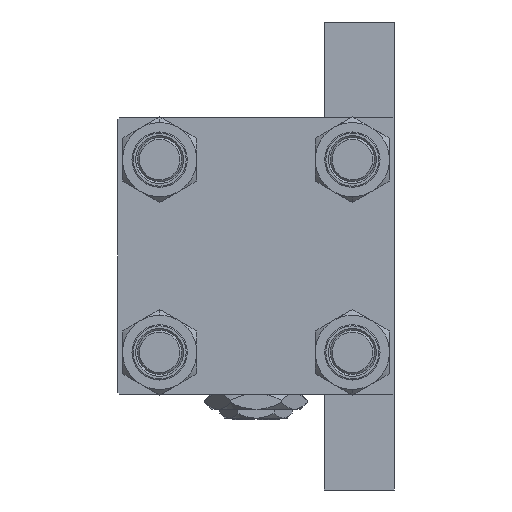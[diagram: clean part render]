
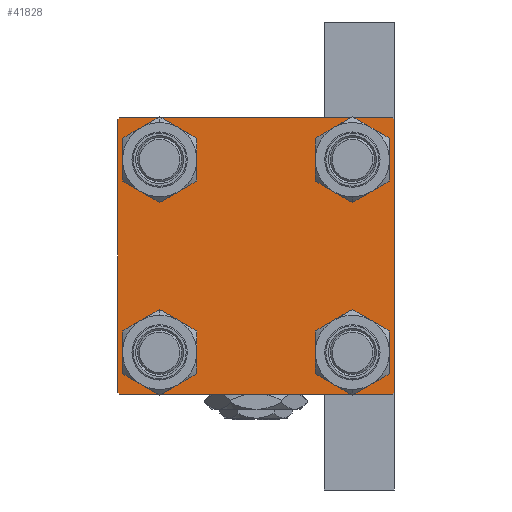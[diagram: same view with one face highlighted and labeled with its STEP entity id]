
A CAD part, left-side view. The second image highlights one B-rep face of the part: STEP entity #41828.
In plain terms, the highlighted planar face has unit normal (-1, 0, 0).
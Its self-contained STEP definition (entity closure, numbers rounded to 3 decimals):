
#205 = VECTOR ( 'NONE', #6262, 1000. ) ;
#419 = CIRCLE ( 'NONE', #1257, 6.5 ) ;
#666 = ORIENTED_EDGE ( 'NONE', *, *, #678, .T. ) ;
#678 = EDGE_CURVE ( 'NONE', #31792, #19196, #39526, .T. ) ;
#783 = ORIENTED_EDGE ( 'NONE', *, *, #35759, .T. ) ;
#903 = EDGE_CURVE ( 'NONE', #19196, #31202, #6520, .T. ) ;
#1121 = DIRECTION ( 'NONE',  ( 1., 0., 0. ) ) ;
#1166 = CARTESIAN_POINT ( 'NONE',  ( 0., -37.5, -37. ) ) ;
#1257 = AXIS2_PLACEMENT_3D ( 'NONE', #5114, #5612, #35558 ) ;
#2258 = AXIS2_PLACEMENT_3D ( 'NONE', #48448, #21519, #49201 ) ;
#4151 = EDGE_LOOP ( 'NONE', ( #44847, #15241 ) ) ;
#4352 = CARTESIAN_POINT ( 'NONE',  ( 0., -37.25, 37.25 ) ) ;
#4407 = LINE ( 'NONE', #20091, #31253 ) ;
#4414 = DIRECTION ( 'NONE',  ( 1., 0., 0. ) ) ;
#4424 = DIRECTION ( 'NONE',  ( 0., 0., 1. ) ) ;
#5069 = EDGE_CURVE ( 'NONE', #36622, #12188, #44311, .T. ) ;
#5114 = CARTESIAN_POINT ( 'NONE',  ( 0., 26.15, -26.15 ) ) ;
#5425 = AXIS2_PLACEMENT_3D ( 'NONE', #41792, #21540, #22494 ) ;
#5612 = DIRECTION ( 'NONE',  ( 1., 0., 0. ) ) ;
#5683 = CARTESIAN_POINT ( 'NONE',  ( 0., -37., -37.5 ) ) ;
#6123 = VECTOR ( 'NONE', #14678, 1000. ) ;
#6154 = CARTESIAN_POINT ( 'NONE',  ( 0., 26.15, -32.65 ) ) ;
#6243 = AXIS2_PLACEMENT_3D ( 'NONE', #47858, #32850, #48091 ) ;
#6262 = DIRECTION ( 'NONE',  ( 0., 0., -1. ) ) ;
#6326 = EDGE_CURVE ( 'NONE', #36622, #21971, #23584, .T. ) ;
#6520 = LINE ( 'NONE', #37452, #42742 ) ;
#6838 = DIRECTION ( 'NONE',  ( -1., 0., 0. ) ) ;
#6975 = CARTESIAN_POINT ( 'NONE',  ( 0., -37.5, 37. ) ) ;
#7099 = FACE_BOUND ( 'NONE', #23424, .T. ) ;
#7302 = ORIENTED_EDGE ( 'NONE', *, *, #13925, .T. ) ;
#7631 = VECTOR ( 'NONE', #9587, 1000. ) ;
#7832 = EDGE_CURVE ( 'NONE', #44269, #12511, #23773, .T. ) ;
#7913 = DIRECTION ( 'NONE',  ( 0., 0.707, 0.707 ) ) ;
#8975 = CARTESIAN_POINT ( 'NONE',  ( 0., -26.15, -26.15 ) ) ;
#9180 = VERTEX_POINT ( 'NONE', #36053 ) ;
#9587 = DIRECTION ( 'NONE',  ( 0., 0., -1. ) ) ;
#10875 = CIRCLE ( 'NONE', #37580, 6.5 ) ;
#12188 = VERTEX_POINT ( 'NONE', #1166 ) ;
#12368 = EDGE_CURVE ( 'NONE', #41909, #21971, #4407, .T. ) ;
#12511 = VERTEX_POINT ( 'NONE', #18029 ) ;
#13169 = ORIENTED_EDGE ( 'NONE', *, *, #27363, .T. ) ;
#13516 = CIRCLE ( 'NONE', #26448, 6.5 ) ;
#13864 = CARTESIAN_POINT ( 'NONE',  ( 0., -37., 37.5 ) ) ;
#13925 = EDGE_CURVE ( 'NONE', #9180, #49007, #33744, .T. ) ;
#14678 = DIRECTION ( 'NONE',  ( 0., 0.707, -0.707 ) ) ;
#15105 = AXIS2_PLACEMENT_3D ( 'NONE', #38791, #6838, #22270 ) ;
#15241 = ORIENTED_EDGE ( 'NONE', *, *, #15425, .T. ) ;
#15425 = EDGE_CURVE ( 'NONE', #28149, #42954, #13516, .T. ) ;
#17265 = AXIS2_PLACEMENT_3D ( 'NONE', #8975, #40404, #43708 ) ;
#17673 = CARTESIAN_POINT ( 'NONE',  ( 0., 37.5, 37.5 ) ) ;
#17688 = CARTESIAN_POINT ( 'NONE',  ( 0., -37.25, -37.25 ) ) ;
#18029 = CARTESIAN_POINT ( 'NONE',  ( 0., -26.15, -32.65 ) ) ;
#18157 = DIRECTION ( 'NONE',  ( 0., -1., 0. ) ) ;
#19182 = VECTOR ( 'NONE', #7913, 1000. ) ;
#19196 = VERTEX_POINT ( 'NONE', #30581 ) ;
#19252 = DIRECTION ( 'NONE',  ( 1., 0., 0. ) ) ;
#19507 = VECTOR ( 'NONE', #47670, 1000. ) ;
#20091 = CARTESIAN_POINT ( 'NONE',  ( 0., 37.5, 37.5 ) ) ;
#20424 = VERTEX_POINT ( 'NONE', #23876 ) ;
#21151 = ORIENTED_EDGE ( 'NONE', *, *, #36120, .T. ) ;
#21499 = LINE ( 'NONE', #45883, #6123 ) ;
#21519 = DIRECTION ( 'NONE',  ( 1., 0., 0. ) ) ;
#21540 = DIRECTION ( 'NONE',  ( 1., 0., 0. ) ) ;
#21625 = VERTEX_POINT ( 'NONE', #43122 ) ;
#21971 = VERTEX_POINT ( 'NONE', #13864 ) ;
#22270 = DIRECTION ( 'NONE',  ( 0., 0., 1. ) ) ;
#22494 = DIRECTION ( 'NONE',  ( 0., 0., 1. ) ) ;
#22895 = DIRECTION ( 'NONE',  ( 0., -1., 0. ) ) ;
#23424 = EDGE_LOOP ( 'NONE', ( #45024, #31683 ) ) ;
#23584 = LINE ( 'NONE', #4352, #19182 ) ;
#23710 = ORIENTED_EDGE ( 'NONE', *, *, #42911, .T. ) ;
#23773 = CIRCLE ( 'NONE', #49739, 6.5 ) ;
#23775 = CARTESIAN_POINT ( 'NONE',  ( 0., 37., 37.5 ) ) ;
#23876 = CARTESIAN_POINT ( 'NONE',  ( 0., 26.15, -19.65 ) ) ;
#23899 = CARTESIAN_POINT ( 'NONE',  ( 0., -26.15, -26.15 ) ) ;
#24482 = ORIENTED_EDGE ( 'NONE', *, *, #903, .T. ) ;
#24878 = CIRCLE ( 'NONE', #2258, 6.5 ) ;
#25003 = CARTESIAN_POINT ( 'NONE',  ( 0., -37.5, 37.5 ) ) ;
#25290 = CARTESIAN_POINT ( 'NONE',  ( 0., -26.15, 19.65 ) ) ;
#25864 = CARTESIAN_POINT ( 'NONE',  ( 0., 37.5, -37. ) ) ;
#26083 = FACE_OUTER_BOUND ( 'NONE', #33979, .T. ) ;
#26286 = CARTESIAN_POINT ( 'NONE',  ( 0., 26.15, 19.65 ) ) ;
#26338 = CARTESIAN_POINT ( 'NONE',  ( 0., -26.15, 26.15 ) ) ;
#26379 = ORIENTED_EDGE ( 'NONE', *, *, #39414, .T. ) ;
#26448 = AXIS2_PLACEMENT_3D ( 'NONE', #26338, #19252, #41342 ) ;
#27070 = DIRECTION ( 'NONE',  ( 0., -0.707, -0.707 ) ) ;
#27363 = EDGE_CURVE ( 'NONE', #31202, #12188, #35986, .T. ) ;
#28149 = VERTEX_POINT ( 'NONE', #25290 ) ;
#30010 = ORIENTED_EDGE ( 'NONE', *, *, #12368, .F. ) ;
#30581 = CARTESIAN_POINT ( 'NONE',  ( 0., 37., -37.5 ) ) ;
#30849 = ORIENTED_EDGE ( 'NONE', *, *, #6326, .T. ) ;
#30911 = CARTESIAN_POINT ( 'NONE',  ( 0., 37.25, -37.25 ) ) ;
#31202 = VERTEX_POINT ( 'NONE', #5683 ) ;
#31253 = VECTOR ( 'NONE', #22895, 1000. ) ;
#31683 = ORIENTED_EDGE ( 'NONE', *, *, #33796, .T. ) ;
#31792 = VERTEX_POINT ( 'NONE', #25864 ) ;
#32850 = DIRECTION ( 'NONE',  ( 1., 0., 0. ) ) ;
#33239 = EDGE_LOOP ( 'NONE', ( #7302, #23710 ) ) ;
#33738 = CIRCLE ( 'NONE', #6243, 6.5 ) ;
#33744 = CIRCLE ( 'NONE', #5425, 6.5 ) ;
#33796 = EDGE_CURVE ( 'NONE', #12511, #44269, #39165, .T. ) ;
#33979 = EDGE_LOOP ( 'NONE', ( #21151, #666, #24482, #13169, #41541, #30849, #30010, #26379 ) ) ;
#35558 = DIRECTION ( 'NONE',  ( 0., 0., 1. ) ) ;
#35759 = EDGE_CURVE ( 'NONE', #37020, #20424, #10875, .T. ) ;
#35986 = LINE ( 'NONE', #17688, #19507 ) ;
#36053 = CARTESIAN_POINT ( 'NONE',  ( 0., 26.15, 32.65 ) ) ;
#36120 = EDGE_CURVE ( 'NONE', #21625, #31792, #40275, .T. ) ;
#36622 = VERTEX_POINT ( 'NONE', #6975 ) ;
#37020 = VERTEX_POINT ( 'NONE', #6154 ) ;
#37452 = CARTESIAN_POINT ( 'NONE',  ( 0., 37.5, -37.5 ) ) ;
#37580 = AXIS2_PLACEMENT_3D ( 'NONE', #43445, #4414, #39398 ) ;
#37996 = EDGE_CURVE ( 'NONE', #20424, #37020, #419, .T. ) ;
#38791 = CARTESIAN_POINT ( 'NONE',  ( 0., 0., 0. ) ) ;
#39165 = CIRCLE ( 'NONE', #17265, 6.5 ) ;
#39398 = DIRECTION ( 'NONE',  ( 0., 0., 1. ) ) ;
#39414 = EDGE_CURVE ( 'NONE', #41909, #21625, #21499, .T. ) ;
#39526 = LINE ( 'NONE', #30911, #43549 ) ;
#40275 = LINE ( 'NONE', #17673, #7631 ) ;
#40404 = DIRECTION ( 'NONE',  ( 1., 0., 0. ) ) ;
#40443 = CARTESIAN_POINT ( 'NONE',  ( 0., -26.15, -19.65 ) ) ;
#41342 = DIRECTION ( 'NONE',  ( 0., 0., 1. ) ) ;
#41541 = ORIENTED_EDGE ( 'NONE', *, *, #5069, .F. ) ;
#41579 = PLANE ( 'NONE',  #15105 ) ;
#41792 = CARTESIAN_POINT ( 'NONE',  ( 0., 26.15, 26.15 ) ) ;
#41828 = ADVANCED_FACE ( 'NONE', ( #49202, #7099, #49704, #49968, #26083 ), #41579, .T. ) ;
#41909 = VERTEX_POINT ( 'NONE', #23775 ) ;
#42020 = ORIENTED_EDGE ( 'NONE', *, *, #37996, .T. ) ;
#42742 = VECTOR ( 'NONE', #18157, 1000. ) ;
#42911 = EDGE_CURVE ( 'NONE', #49007, #9180, #33738, .T. ) ;
#42954 = VERTEX_POINT ( 'NONE', #48596 ) ;
#43122 = CARTESIAN_POINT ( 'NONE',  ( 0., 37.5, 37. ) ) ;
#43445 = CARTESIAN_POINT ( 'NONE',  ( 0., 26.15, -26.15 ) ) ;
#43549 = VECTOR ( 'NONE', #27070, 1000. ) ;
#43708 = DIRECTION ( 'NONE',  ( 0., 0., 1. ) ) ;
#44269 = VERTEX_POINT ( 'NONE', #40443 ) ;
#44311 = LINE ( 'NONE', #25003, #205 ) ;
#44691 = EDGE_LOOP ( 'NONE', ( #42020, #783 ) ) ;
#44847 = ORIENTED_EDGE ( 'NONE', *, *, #47052, .T. ) ;
#45024 = ORIENTED_EDGE ( 'NONE', *, *, #7832, .T. ) ;
#45883 = CARTESIAN_POINT ( 'NONE',  ( 0., 37.25, 37.25 ) ) ;
#47052 = EDGE_CURVE ( 'NONE', #42954, #28149, #24878, .T. ) ;
#47670 = DIRECTION ( 'NONE',  ( 0., -0.707, 0.707 ) ) ;
#47858 = CARTESIAN_POINT ( 'NONE',  ( 0., 26.15, 26.15 ) ) ;
#48091 = DIRECTION ( 'NONE',  ( 0., 0., 1. ) ) ;
#48448 = CARTESIAN_POINT ( 'NONE',  ( 0., -26.15, 26.15 ) ) ;
#48596 = CARTESIAN_POINT ( 'NONE',  ( 0., -26.15, 32.65 ) ) ;
#49007 = VERTEX_POINT ( 'NONE', #26286 ) ;
#49201 = DIRECTION ( 'NONE',  ( 0., 0., 1. ) ) ;
#49202 = FACE_BOUND ( 'NONE', #4151, .T. ) ;
#49704 = FACE_BOUND ( 'NONE', #44691, .T. ) ;
#49739 = AXIS2_PLACEMENT_3D ( 'NONE', #23899, #1121, #4424 ) ;
#49968 = FACE_BOUND ( 'NONE', #33239, .T. ) ;
